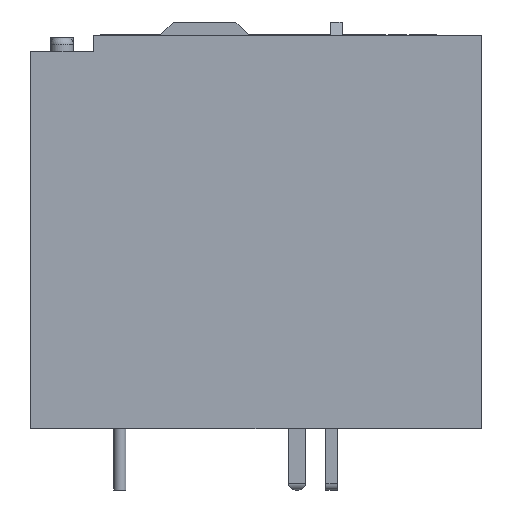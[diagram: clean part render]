
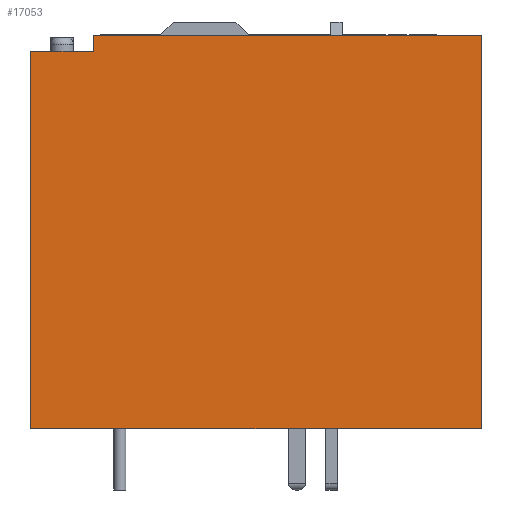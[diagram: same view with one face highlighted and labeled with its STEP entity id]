
A CAD part, front view. The second image highlights one B-rep face of the part: STEP entity #17053.
In plain terms, the highlighted planar face has unit normal (0, -1, 0).
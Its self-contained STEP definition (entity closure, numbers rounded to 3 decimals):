
#362=LINE('',#21928,#1624);
#546=LINE('',#23307,#1808);
#547=LINE('',#23309,#1809);
#548=LINE('',#23311,#1810);
#549=LINE('',#23313,#1811);
#550=LINE('',#23315,#1812);
#1624=VECTOR('',#18586,1000.);
#1808=VECTOR('',#18780,1000.);
#1809=VECTOR('',#18781,1000.);
#1810=VECTOR('',#18782,1000.);
#1811=VECTOR('',#18783,1000.);
#1812=VECTOR('',#18784,1000.);
#3150=ORIENTED_EDGE('',*,*,#6416,.T.);
#3151=ORIENTED_EDGE('',*,*,#6644,.F.);
#3152=ORIENTED_EDGE('',*,*,#6645,.T.);
#3153=ORIENTED_EDGE('',*,*,#6646,.T.);
#3154=ORIENTED_EDGE('',*,*,#6647,.F.);
#3155=ORIENTED_EDGE('',*,*,#6648,.F.);
#6416=EDGE_CURVE('',#8164,#8163,#362,.T.);
#6644=EDGE_CURVE('',#8391,#8163,#546,.T.);
#6645=EDGE_CURVE('',#8391,#8392,#547,.T.);
#6646=EDGE_CURVE('',#8392,#8393,#548,.T.);
#6647=EDGE_CURVE('',#8394,#8393,#549,.T.);
#6648=EDGE_CURVE('',#8164,#8394,#550,.T.);
#8163=VERTEX_POINT('',#21927);
#8164=VERTEX_POINT('',#21929);
#8391=VERTEX_POINT('',#23308);
#8392=VERTEX_POINT('',#23310);
#8393=VERTEX_POINT('',#23312);
#8394=VERTEX_POINT('',#23314);
#9695=EDGE_LOOP('',(#3150,#3151,#3152,#3153,#3154,#3155));
#10563=FACE_BOUND('',#9695,.T.);
#11362=PLANE('',#17815);
#17053=ADVANCED_FACE('',(#10563),#11362,.T.);
#17815=AXIS2_PLACEMENT_3D('',#23306,#18778,#18779);
#18586=DIRECTION('',(-1.,0.,0.));
#18778=DIRECTION('',(0.,-1.,0.));
#18779=DIRECTION('',(0.,0.,-1.));
#18780=DIRECTION('',(0.,0.,1.));
#18781=DIRECTION('',(-1.,0.,0.));
#18782=DIRECTION('',(0.,0.,-1.));
#18783=DIRECTION('',(-1.,0.,0.));
#18784=DIRECTION('',(0.,0.,-1.));
#21927=CARTESIAN_POINT('',(-11.417,-13.475,27.635));
#21928=CARTESIAN_POINT('',(15.812,-13.475,27.635));
#21929=CARTESIAN_POINT('',(15.812,-13.475,27.635));
#23306=CARTESIAN_POINT('',(15.812,-13.475,27.635));
#23307=CARTESIAN_POINT('',(-11.417,-13.475,26.492));
#23308=CARTESIAN_POINT('',(-11.417,-13.475,26.492));
#23309=CARTESIAN_POINT('',(-11.417,-13.475,26.492));
#23310=CARTESIAN_POINT('',(-15.812,-13.475,26.492));
#23311=CARTESIAN_POINT('',(-15.812,-13.475,27.635));
#23312=CARTESIAN_POINT('',(-15.812,-13.475,0.));
#23313=CARTESIAN_POINT('',(15.812,-13.475,0.));
#23314=CARTESIAN_POINT('',(15.812,-13.475,0.));
#23315=CARTESIAN_POINT('',(15.812,-13.475,27.635));
